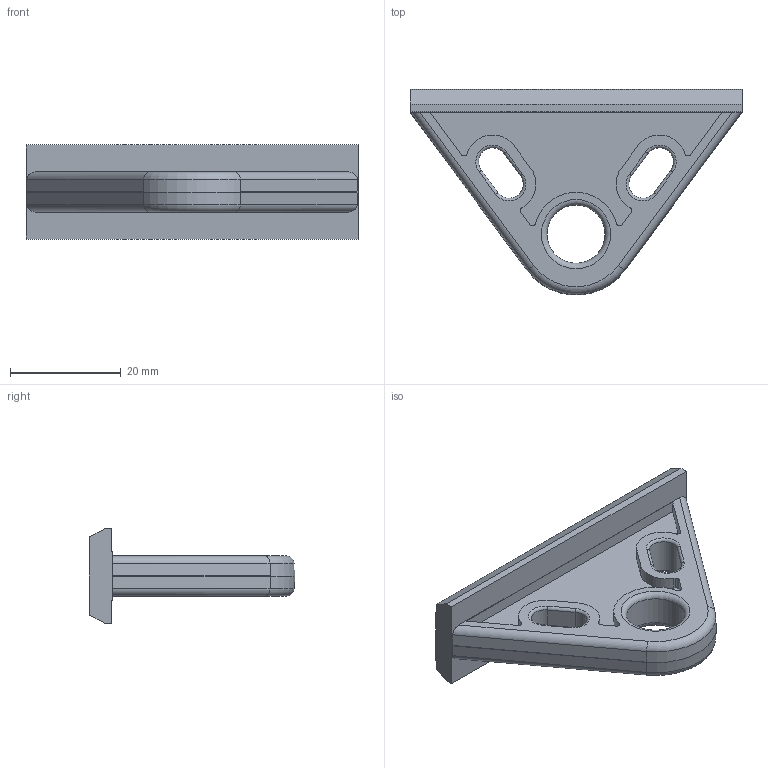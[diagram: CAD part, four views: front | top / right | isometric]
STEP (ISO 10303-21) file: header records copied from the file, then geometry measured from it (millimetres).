
FILE_DESCRIPTION(/* description */ (''),/* implementation_level */ '2;1');
FILE_NAME(/* name */ '1025829.stp',/* time_stamp */ '2024-07-23T14:57:11+02:00',/* author */ ('Bo'),/* organization */ (''),/* preprocessor_version */ 'ST-DEVELOPER v20',/* originating_system */ 'Autodesk Inventor 2025',/* authorisation */ ' ');
FILE_SCHEMA (('AUTOMOTIVE_DESIGN { 1 0 10303 214 3 1 1 }'));
Length unit declared in the file: millimetre
Products named in the file (2): 1025829; 1025829-1
Assembly tree (1 placements, depth 2):
  1025829
    1025829-1
Bounding box: 60 x 37.16 x 17 mm (x, y, z)
Volume: 8957.8 mm3; surface area: 5803.5 mm2
Topology: 1 solids, 1 shells, 105 faces, 281 edges, 180 vertices
Faces by surface type: plane 50, cylinder 41, torus 12, cone 2
Full cylindrical faces by diameter (mm): 10.5 x1
Entity records: 3486 total; most frequent: DIRECTION 600, CARTESIAN_POINT 569, ORIENTED_EDGE 562, EDGE_CURVE 281, AXIS2_PLACEMENT_3D 211, VERTEX_POINT 180, LINE 178, VECTOR 178
